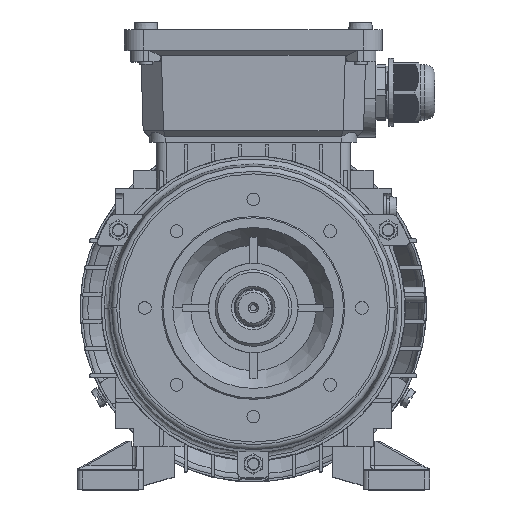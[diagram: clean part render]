
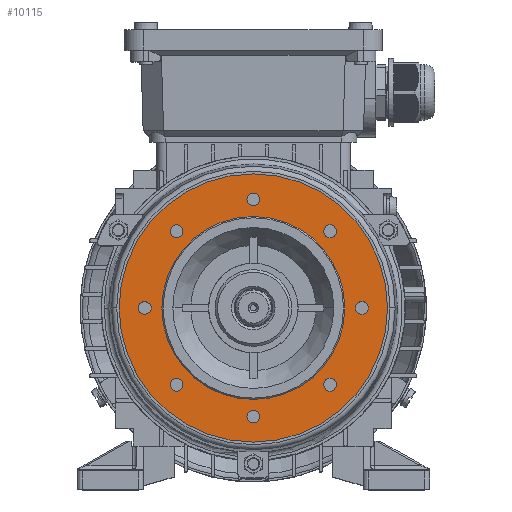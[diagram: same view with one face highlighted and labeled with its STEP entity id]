
A CAD part, top view. The second image highlights one B-rep face of the part: STEP entity #10115.
In plain terms, the highlighted planar face has unit normal (0, 0, 1).
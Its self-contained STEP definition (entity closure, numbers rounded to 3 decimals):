
#2067=FACE_BOUND('',#20050,.T.);
#2068=FACE_BOUND('',#20051,.T.);
#2069=FACE_BOUND('',#20052,.T.);
#2070=FACE_BOUND('',#20053,.T.);
#2071=FACE_BOUND('',#20054,.T.);
#2072=FACE_BOUND('',#20055,.T.);
#2073=FACE_BOUND('',#20056,.T.);
#2074=FACE_BOUND('',#20057,.T.);
#2075=FACE_BOUND('',#20058,.T.);
#2076=FACE_BOUND('',#20059,.T.);
#4457=PLANE('',#85236);
#10115=ADVANCED_FACE('',(#2067,#2068,#2069,#2070,#2071,#2072,#2073,#2074,
#2075,#2076),#4457,.T.);
#20050=EDGE_LOOP('',(#53313,#53314));
#20051=EDGE_LOOP('',(#53315,#53316));
#20052=EDGE_LOOP('',(#53317,#53318));
#20053=EDGE_LOOP('',(#53319,#53320));
#20054=EDGE_LOOP('',(#53321,#53322));
#20055=EDGE_LOOP('',(#53323,#53324));
#20056=EDGE_LOOP('',(#53325,#53326));
#20057=EDGE_LOOP('',(#53327,#53328));
#20058=EDGE_LOOP('',(#53329,#53330));
#20059=EDGE_LOOP('',(#53331,#53332));
#53313=ORIENTED_EDGE('',*,*,#74414,.F.);
#53314=ORIENTED_EDGE('',*,*,#73829,.F.);
#53315=ORIENTED_EDGE('',*,*,#74415,.F.);
#53316=ORIENTED_EDGE('',*,*,#73833,.F.);
#53317=ORIENTED_EDGE('',*,*,#74416,.F.);
#53318=ORIENTED_EDGE('',*,*,#73837,.F.);
#53319=ORIENTED_EDGE('',*,*,#74417,.F.);
#53320=ORIENTED_EDGE('',*,*,#73841,.F.);
#53321=ORIENTED_EDGE('',*,*,#74418,.F.);
#53322=ORIENTED_EDGE('',*,*,#73845,.F.);
#53323=ORIENTED_EDGE('',*,*,#74419,.F.);
#53324=ORIENTED_EDGE('',*,*,#73849,.F.);
#53325=ORIENTED_EDGE('',*,*,#74420,.F.);
#53326=ORIENTED_EDGE('',*,*,#73853,.F.);
#53327=ORIENTED_EDGE('',*,*,#74421,.F.);
#53328=ORIENTED_EDGE('',*,*,#73861,.F.);
#53329=ORIENTED_EDGE('',*,*,#73920,.T.);
#53330=ORIENTED_EDGE('',*,*,#74422,.T.);
#53331=ORIENTED_EDGE('',*,*,#73925,.F.);
#53332=ORIENTED_EDGE('',*,*,#74413,.F.);
#63078=VERTEX_POINT('',#141877);
#63079=VERTEX_POINT('',#141879);
#63082=VERTEX_POINT('',#141886);
#63083=VERTEX_POINT('',#141888);
#63086=VERTEX_POINT('',#141895);
#63087=VERTEX_POINT('',#141897);
#63090=VERTEX_POINT('',#141904);
#63091=VERTEX_POINT('',#141906);
#63094=VERTEX_POINT('',#141913);
#63095=VERTEX_POINT('',#141915);
#63098=VERTEX_POINT('',#141922);
#63099=VERTEX_POINT('',#141924);
#63102=VERTEX_POINT('',#141931);
#63103=VERTEX_POINT('',#141933);
#63110=VERTEX_POINT('',#141949);
#63111=VERTEX_POINT('',#141951);
#63168=VERTEX_POINT('',#142090);
#63169=VERTEX_POINT('',#142092);
#63171=VERTEX_POINT('',#142097);
#63173=VERTEX_POINT('',#142101);
#73829=EDGE_CURVE('',#63078,#63079,#78300,.T.);
#73833=EDGE_CURVE('',#63082,#63083,#78302,.T.);
#73837=EDGE_CURVE('',#63086,#63087,#78304,.T.);
#73841=EDGE_CURVE('',#63090,#63091,#78306,.T.);
#73845=EDGE_CURVE('',#63094,#63095,#78308,.T.);
#73849=EDGE_CURVE('',#63098,#63099,#78310,.T.);
#73853=EDGE_CURVE('',#63102,#63103,#78312,.T.);
#73861=EDGE_CURVE('',#63110,#63111,#78318,.T.);
#73920=EDGE_CURVE('',#63169,#63168,#78361,.T.);
#73925=EDGE_CURVE('',#63173,#63171,#78363,.T.);
#74413=EDGE_CURVE('',#63171,#63173,#78561,.T.);
#74414=EDGE_CURVE('',#63079,#63078,#78562,.T.);
#74415=EDGE_CURVE('',#63083,#63082,#78563,.T.);
#74416=EDGE_CURVE('',#63087,#63086,#78564,.T.);
#74417=EDGE_CURVE('',#63091,#63090,#78565,.T.);
#74418=EDGE_CURVE('',#63095,#63094,#78566,.T.);
#74419=EDGE_CURVE('',#63099,#63098,#78567,.T.);
#74420=EDGE_CURVE('',#63103,#63102,#78568,.T.);
#74421=EDGE_CURVE('',#63111,#63110,#78569,.T.);
#74422=EDGE_CURVE('',#63168,#63169,#78570,.T.);
#78300=CIRCLE('',#84854,2.5);
#78302=CIRCLE('',#84857,2.5);
#78304=CIRCLE('',#84860,2.5);
#78306=CIRCLE('',#84863,2.5);
#78308=CIRCLE('',#84866,2.5);
#78310=CIRCLE('',#84869,2.5);
#78312=CIRCLE('',#84872,2.5);
#78318=CIRCLE('',#84880,2.5);
#78361=CIRCLE('',#84937,52.5);
#78363=CIRCLE('',#84940,35.8);
#78561=CIRCLE('',#85225,35.8);
#78562=CIRCLE('',#85227,2.5);
#78563=CIRCLE('',#85228,2.5);
#78564=CIRCLE('',#85229,2.5);
#78565=CIRCLE('',#85230,2.5);
#78566=CIRCLE('',#85231,2.5);
#78567=CIRCLE('',#85232,2.5);
#78568=CIRCLE('',#85233,2.5);
#78569=CIRCLE('',#85234,2.5);
#78570=CIRCLE('',#85235,52.5);
#84854=AXIS2_PLACEMENT_3D('',#141878,#103433,#103434);
#84857=AXIS2_PLACEMENT_3D('',#141887,#103441,#103442);
#84860=AXIS2_PLACEMENT_3D('',#141896,#103449,#103450);
#84863=AXIS2_PLACEMENT_3D('',#141905,#103457,#103458);
#84866=AXIS2_PLACEMENT_3D('',#141914,#103465,#103466);
#84869=AXIS2_PLACEMENT_3D('',#141923,#103473,#103474);
#84872=AXIS2_PLACEMENT_3D('',#141932,#103481,#103482);
#84880=AXIS2_PLACEMENT_3D('',#141950,#103499,#103500);
#84937=AXIS2_PLACEMENT_3D('',#142091,#103627,#103628);
#84940=AXIS2_PLACEMENT_3D('',#142102,#103636,#103637);
#85225=AXIS2_PLACEMENT_3D('',#144609,#104362,#104363);
#85227=AXIS2_PLACEMENT_3D('',#144611,#104366,#104367);
#85228=AXIS2_PLACEMENT_3D('',#144612,#104368,#104369);
#85229=AXIS2_PLACEMENT_3D('',#144613,#104370,#104371);
#85230=AXIS2_PLACEMENT_3D('',#144614,#104372,#104373);
#85231=AXIS2_PLACEMENT_3D('',#144615,#104374,#104375);
#85232=AXIS2_PLACEMENT_3D('',#144616,#104376,#104377);
#85233=AXIS2_PLACEMENT_3D('',#144617,#104378,#104379);
#85234=AXIS2_PLACEMENT_3D('',#144618,#104380,#104381);
#85235=AXIS2_PLACEMENT_3D('',#144619,#104382,#104383);
#85236=AXIS2_PLACEMENT_3D('',#144620,#104384,#104385);
#103433=DIRECTION('',(0.,0.,1.));
#103434=DIRECTION('',(1.,0.,0.));
#103441=DIRECTION('',(0.,0.,1.));
#103442=DIRECTION('',(1.,0.,0.));
#103449=DIRECTION('',(0.,0.,1.));
#103450=DIRECTION('',(1.,0.,0.));
#103457=DIRECTION('',(0.,0.,1.));
#103458=DIRECTION('',(1.,0.,0.));
#103465=DIRECTION('',(0.,0.,1.));
#103466=DIRECTION('',(1.,0.,0.));
#103473=DIRECTION('',(0.,0.,1.));
#103474=DIRECTION('',(1.,0.,0.));
#103481=DIRECTION('',(0.,0.,1.));
#103482=DIRECTION('',(1.,0.,0.));
#103499=DIRECTION('',(0.,0.,1.));
#103500=DIRECTION('',(1.,0.,0.));
#103627=DIRECTION('',(0.,0.,1.));
#103628=DIRECTION('',(1.,0.,0.));
#103636=DIRECTION('',(0.,0.,1.));
#103637=DIRECTION('',(1.,0.,0.));
#104362=DIRECTION('',(0.,0.,1.));
#104363=DIRECTION('',(1.,0.,0.));
#104366=DIRECTION('',(0.,0.,1.));
#104367=DIRECTION('',(1.,0.,0.));
#104368=DIRECTION('',(0.,0.,1.));
#104369=DIRECTION('',(1.,0.,0.));
#104370=DIRECTION('',(0.,0.,1.));
#104371=DIRECTION('',(1.,0.,0.));
#104372=DIRECTION('',(0.,0.,1.));
#104373=DIRECTION('',(1.,0.,0.));
#104374=DIRECTION('',(0.,0.,1.));
#104375=DIRECTION('',(1.,0.,0.));
#104376=DIRECTION('',(0.,0.,1.));
#104377=DIRECTION('',(1.,0.,0.));
#104378=DIRECTION('',(0.,0.,1.));
#104379=DIRECTION('',(1.,0.,0.));
#104380=DIRECTION('',(0.,0.,1.));
#104381=DIRECTION('',(1.,0.,0.));
#104382=DIRECTION('',(0.,0.,1.));
#104383=DIRECTION('',(1.,0.,0.));
#104384=DIRECTION('',(0.,0.,1.));
#104385=DIRECTION('',(1.,0.,0.));
#141877=CARTESIAN_POINT('',(-219.947,-28.651,90.));
#141878=CARTESIAN_POINT('',(-222.447,-28.651,90.));
#141879=CARTESIAN_POINT('',(-224.947,-28.651,90.));
#141886=CARTESIAN_POINT('',(-232.395,1.401,90.));
#141887=CARTESIAN_POINT('',(-234.895,1.401,90.));
#141888=CARTESIAN_POINT('',(-237.395,1.401,90.));
#141895=CARTESIAN_POINT('',(-219.947,31.453,90.));
#141896=CARTESIAN_POINT('',(-222.447,31.453,90.));
#141897=CARTESIAN_POINT('',(-224.947,31.453,90.));
#141904=CARTESIAN_POINT('',(-189.895,43.901,90.));
#141905=CARTESIAN_POINT('',(-192.395,43.901,90.));
#141906=CARTESIAN_POINT('',(-194.895,43.901,90.));
#141913=CARTESIAN_POINT('',(-159.843,31.453,90.));
#141914=CARTESIAN_POINT('',(-162.343,31.453,90.));
#141915=CARTESIAN_POINT('',(-164.843,31.453,90.));
#141922=CARTESIAN_POINT('',(-147.395,1.401,90.));
#141923=CARTESIAN_POINT('',(-149.895,1.401,90.));
#141924=CARTESIAN_POINT('',(-152.395,1.401,90.));
#141931=CARTESIAN_POINT('',(-159.843,-28.651,90.));
#141932=CARTESIAN_POINT('',(-162.343,-28.651,90.));
#141933=CARTESIAN_POINT('',(-164.843,-28.651,90.));
#141949=CARTESIAN_POINT('',(-189.895,-41.099,90.));
#141950=CARTESIAN_POINT('',(-192.395,-41.099,90.));
#141951=CARTESIAN_POINT('',(-194.895,-41.099,90.));
#142090=CARTESIAN_POINT('',(-139.895,1.401,90.));
#142091=CARTESIAN_POINT('',(-192.395,1.401,90.));
#142092=CARTESIAN_POINT('',(-244.895,1.401,90.));
#142097=CARTESIAN_POINT('',(-156.595,1.401,90.));
#142101=CARTESIAN_POINT('',(-228.195,1.401,90.));
#142102=CARTESIAN_POINT('',(-192.395,1.401,90.));
#144609=CARTESIAN_POINT('',(-192.395,1.401,90.));
#144611=CARTESIAN_POINT('',(-222.447,-28.651,90.));
#144612=CARTESIAN_POINT('',(-234.895,1.401,90.));
#144613=CARTESIAN_POINT('',(-222.447,31.453,90.));
#144614=CARTESIAN_POINT('',(-192.395,43.901,90.));
#144615=CARTESIAN_POINT('',(-162.343,31.453,90.));
#144616=CARTESIAN_POINT('',(-149.895,1.401,90.));
#144617=CARTESIAN_POINT('',(-162.343,-28.651,90.));
#144618=CARTESIAN_POINT('',(-192.395,-41.099,90.));
#144619=CARTESIAN_POINT('',(-192.395,1.401,90.));
#144620=CARTESIAN_POINT('',(-192.395,84.523,90.));
